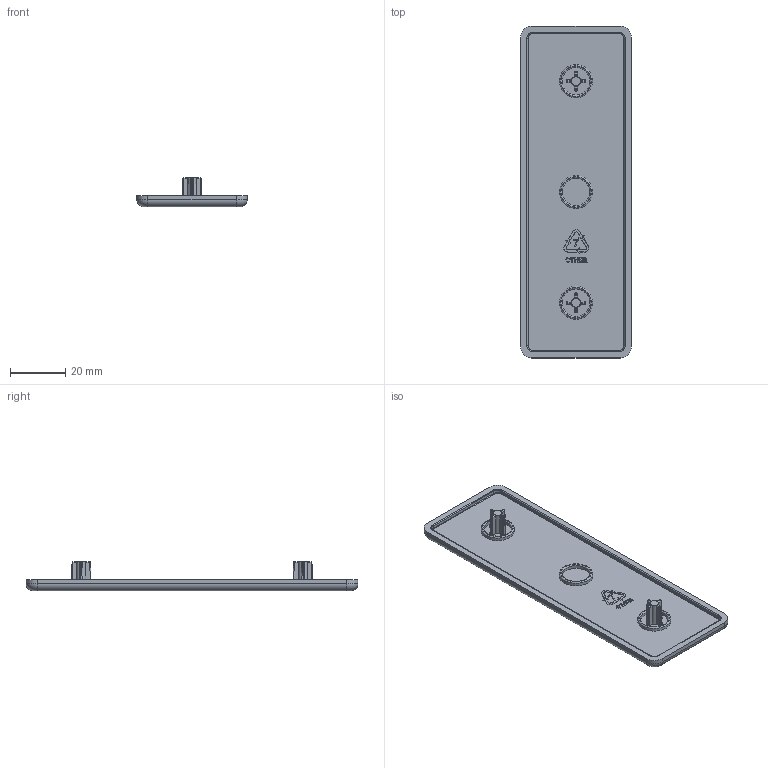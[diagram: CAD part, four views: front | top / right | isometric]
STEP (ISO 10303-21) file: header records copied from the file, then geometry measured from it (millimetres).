
FILE_DESCRIPTION (( 'STEP AP203' ), '1' );
FILE_NAME ('084.201.093.STEP', '2019-11-15T16:28:50', ( '' ), ( '' ), 'SwSTEP 2.0', 'SolidWorks 2018', '' );
FILE_SCHEMA (( 'CONFIG_CONTROL_DESIGN' ));
Length unit declared in the file: millimetre
Products named in the file (1): 084.201.093
Bounding box: 39.9 x 119.9 x 10.6 mm (x, y, z)
Volume: 13068 mm3; surface area: 11493 mm2
Topology: 1 solids, 1 shells, 366 faces, 927 edges, 583 vertices
Faces by surface type: plane 208, bspline 56, cylinder 36, torus 26, cone 24, sphere 16
Entity records: 11703 total; most frequent: CARTESIAN_POINT 3345, ORIENTED_EDGE 1812, DIRECTION 1560, EDGE_CURVE 906, VERTEX_POINT 576, LINE 554, VECTOR 554, AXIS2_PLACEMENT_3D 503
